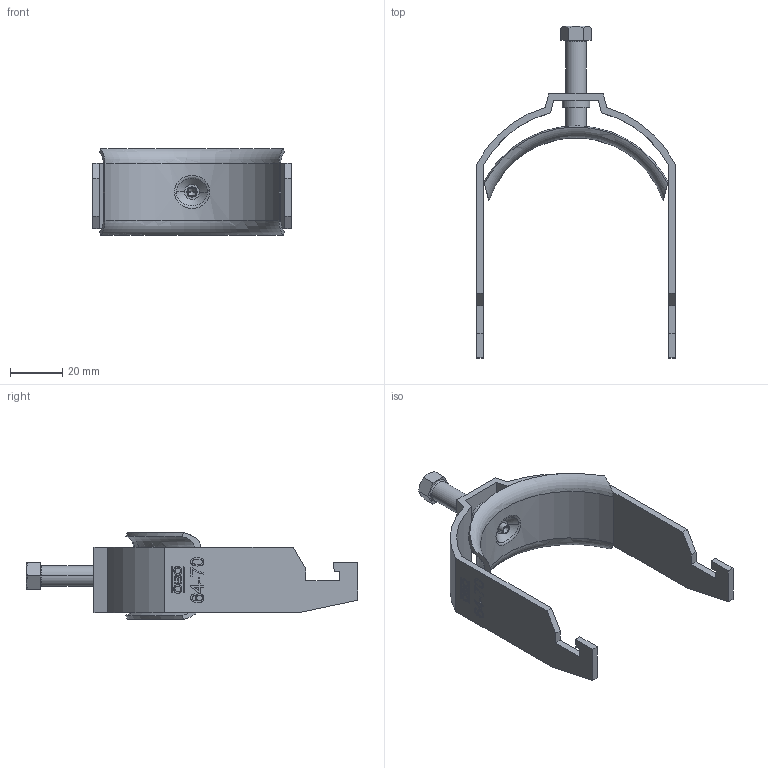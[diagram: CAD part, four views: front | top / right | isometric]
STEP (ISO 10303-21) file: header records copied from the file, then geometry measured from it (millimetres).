
FILE_DESCRIPTION (( 'STEP AP214' ), '1' );
FILE_NAME ('1186569.STEP', '2023-09-01T09:27:33', ( '' ), ( '' ), 'SwSTEP 2.0', 'SolidWorks 2022', '' );
FILE_SCHEMA (( 'AUTOMOTIVE_DESIGN' ));
Length unit declared in the file: millimetre
Products named in the file (4): 1186569; 203491_Standard; 142313_Druckschraube - M8 x 33; 157116_1Fach
Assembly tree (3 placements, depth 2):
  1186569
    157116_1Fach
    142313_Druckschraube - M8 x 33
    203491_Standard
Bounding box: 76 x 127 x 33.23 mm (x, y, z)
Volume: 20760.2 mm3; surface area: 20659.4 mm2
Topology: 3 solids, 3 shells, 230 faces, 595 edges, 394 vertices
Faces by surface type: plane 134, bspline 44, cylinder 34, cone 10, torus 8
Entity records: 11477 total; most frequent: CARTESIAN_POINT 5509, ORIENTED_EDGE 1182, DIRECTION 941, EDGE_CURVE 591, VERTEX_POINT 394, VECTOR 353, LINE 353, AXIS2_PLACEMENT_3D 294
